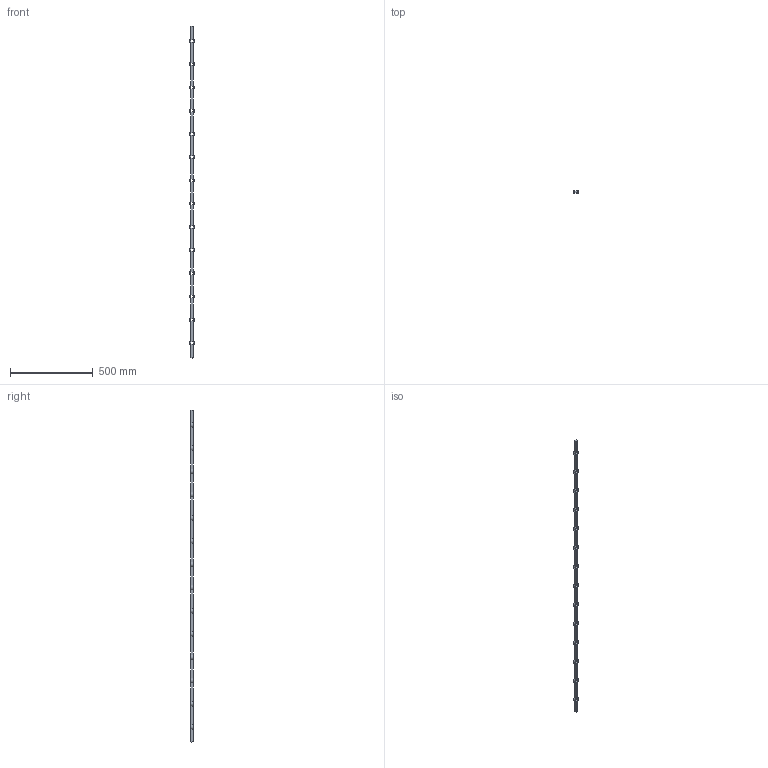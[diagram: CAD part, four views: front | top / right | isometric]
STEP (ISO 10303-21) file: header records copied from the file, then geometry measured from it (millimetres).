
FILE_DESCRIPTION (( 'STEP AP203' ), '1' );
FILE_NAME ('42-8.step', '2022-05-02T13:04:13', ( '' ), ( '' ), 'SwSTEP 2.0', 'SolidWorks 2018', '' );
FILE_SCHEMA (( 'CONFIG_CONTROL_DESIGN' ));
Length unit declared in the file: millimetre
Products named in the file (1): 42-8
Bounding box: 29.9 x 14 x 2000 mm (x, y, z)
Volume: 412901.5 mm3; surface area: 128725.4 mm2
Topology: 1 solids, 1 shells, 327 faces, 918 edges, 612 vertices
Faces by surface type: plane 208, bspline 91, cylinder 28
Entity records: 14539 total; most frequent: CARTESIAN_POINT 6533, ORIENTED_EDGE 1836, DIRECTION 1266, EDGE_CURVE 918, LINE 680, VECTOR 680, VERTEX_POINT 612, EDGE_LOOP 374
